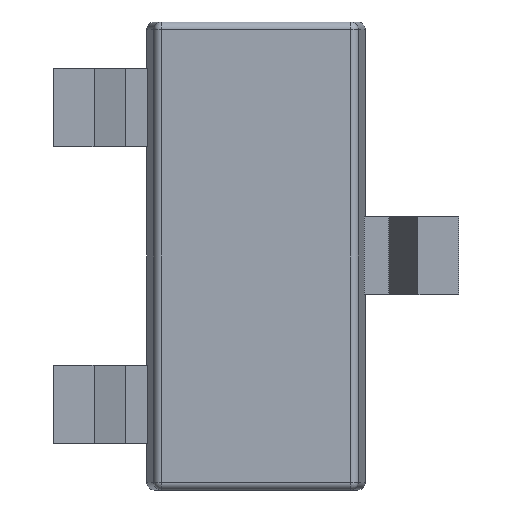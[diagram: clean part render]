
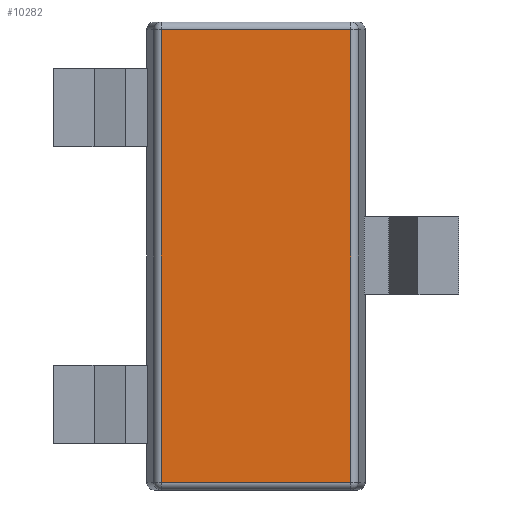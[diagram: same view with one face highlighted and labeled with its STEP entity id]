
A CAD part, front view. The second image highlights one B-rep face of the part: STEP entity #10282.
In plain terms, the highlighted planar face has unit normal (0, -1, 0).
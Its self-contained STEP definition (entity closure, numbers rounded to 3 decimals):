
#10210 = VERTEX_POINT ( 'NONE', #13163 ) ;
#10211 = ORIENTED_EDGE ( 'NONE', *, *, #10262, .T. ) ;
#10213 = VERTEX_POINT ( 'NONE', #13161 ) ;
#10218 = EDGE_CURVE ( 'NONE', #10219, #10213, #13211, .T. ) ;
#10219 = VERTEX_POINT ( 'NONE', #13209 ) ;
#10249 = ORIENTED_EDGE ( 'NONE', *, *, #10283, .T. ) ;
#10256 = ORIENTED_EDGE ( 'NONE', *, *, #10285, .T. ) ;
#10258 = EDGE_LOOP ( 'NONE', ( #10284, #10256, #10249, #10211 ) ) ;
#10262 = EDGE_CURVE ( 'NONE', #10210, #10219, #13346, .T. ) ;
#10263 = VERTEX_POINT ( 'NONE', #13368 ) ;
#10282 = ADVANCED_FACE ( 'NONE', ( #13404 ), #13372, .F. ) ;
#10283 = EDGE_CURVE ( 'NONE', #10263, #10210, #13375, .T. ) ;
#10284 = ORIENTED_EDGE ( 'NONE', *, *, #10218, .T. ) ;
#10285 = EDGE_CURVE ( 'NONE', #10213, #10263, #13374, .T. ) ;
#13161 = CARTESIAN_POINT ( 'NONE',  ( 0.094, -0.4, 0.05 ) ) ;
#13163 = CARTESIAN_POINT ( 'NONE',  ( 1.306, -0.4, 2.95 ) ) ;
#13203 = DIRECTION ( 'NONE',  ( 0., 0., -1. ) ) ;
#13204 = VECTOR ( 'NONE', #13203, 1000. ) ;
#13205 = CARTESIAN_POINT ( 'NONE',  ( 0.094, -0.4, 3. ) ) ;
#13209 = CARTESIAN_POINT ( 'NONE',  ( 0.094, -0.4, 2.95 ) ) ;
#13211 = LINE ( 'NONE', #13205, #13204 ) ;
#13322 = CARTESIAN_POINT ( 'NONE',  ( 0.05, -0.4, 2.95 ) ) ;
#13346 = LINE ( 'NONE', #13322, #13351 ) ;
#13350 = DIRECTION ( 'NONE',  ( -1., 0., 0. ) ) ;
#13351 = VECTOR ( 'NONE', #13350, 1000. ) ;
#13368 = CARTESIAN_POINT ( 'NONE',  ( 1.306, -0.4, 0.05 ) ) ;
#13372 = PLANE ( 'NONE',  #13390 ) ;
#13374 = LINE ( 'NONE', #13408, #13407 ) ;
#13375 = LINE ( 'NONE', #13412, #13411 ) ;
#13390 = AXIS2_PLACEMENT_3D ( 'NONE', #13415, #13414, #13413 ) ;
#13404 = FACE_OUTER_BOUND ( 'NONE', #10258, .T. ) ;
#13406 = DIRECTION ( 'NONE',  ( 1., 0., 0. ) ) ;
#13407 = VECTOR ( 'NONE', #13406, 1000. ) ;
#13408 = CARTESIAN_POINT ( 'NONE',  ( 0.05, -0.4, 0.05 ) ) ;
#13410 = DIRECTION ( 'NONE',  ( 0., 0., 1. ) ) ;
#13411 = VECTOR ( 'NONE', #13410, 1000. ) ;
#13412 = CARTESIAN_POINT ( 'NONE',  ( 1.306, -0.4, 3. ) ) ;
#13413 = DIRECTION ( 'NONE',  ( -1., 0., 0. ) ) ;
#13414 = DIRECTION ( 'NONE',  ( 0., 1., 0. ) ) ;
#13415 = CARTESIAN_POINT ( 'NONE',  ( 0.05, -0.4, 3. ) ) ;
